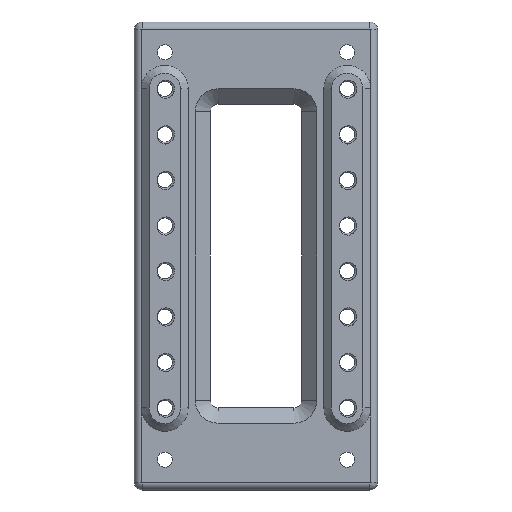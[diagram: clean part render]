
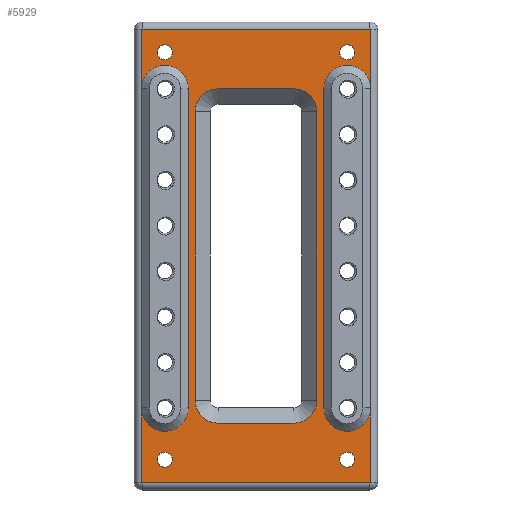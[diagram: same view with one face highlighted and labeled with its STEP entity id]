
A CAD part, front view. The second image highlights one B-rep face of the part: STEP entity #5929.
In plain terms, the highlighted planar face has unit normal (0, -1, 0).
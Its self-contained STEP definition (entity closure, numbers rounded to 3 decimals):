
#55=FACE_BOUND('',#838,.T.);
#56=FACE_BOUND('',#839,.T.);
#57=FACE_BOUND('',#840,.T.);
#58=FACE_BOUND('',#841,.T.);
#59=FACE_BOUND('',#842,.T.);
#99=PLANE('',#6373);
#190=CIRCLE('',#6348,0.175);
#196=CIRCLE('',#6355,0.175);
#200=CIRCLE('',#6360,0.175);
#204=CIRCLE('',#6365,0.175);
#207=CIRCLE('',#6374,7.675);
#208=CIRCLE('',#6375,7.675);
#209=CIRCLE('',#6376,7.675);
#210=CIRCLE('',#6377,7.675);
#211=CIRCLE('',#6378,7.5);
#212=CIRCLE('',#6379,7.5);
#213=CIRCLE('',#6380,7.5);
#214=CIRCLE('',#6381,7.5);
#215=CIRCLE('',#6382,2.5);
#216=CIRCLE('',#6383,2.5);
#217=CIRCLE('',#6384,2.5);
#218=CIRCLE('',#6385,2.5);
#493=FACE_OUTER_BOUND('',#837,.T.);
#837=EDGE_LOOP('',(#4465,#4466,#4467,#4468,#4469,#4470,#4471,#4472,#4473,
#4474,#4475,#4476,#4477,#4478,#4479,#4480));
#838=EDGE_LOOP('',(#4481,#4482,#4483,#4484,#4485,#4486,#4487,#4488));
#839=EDGE_LOOP('',(#4489));
#840=EDGE_LOOP('',(#4490));
#841=EDGE_LOOP('',(#4491));
#842=EDGE_LOOP('',(#4492));
#1708=LINE('',#14135,#2006);
#1710=LINE('',#14138,#2008);
#1712=LINE('',#14158,#2010);
#1714=LINE('',#14179,#2012);
#1716=LINE('',#14182,#2014);
#1717=LINE('',#14198,#2015);
#1726=LINE('',#14222,#2024);
#1727=LINE('',#14227,#2025);
#1728=LINE('',#14233,#2026);
#1729=LINE('',#14237,#2027);
#1730=LINE('',#14241,#2028);
#1731=LINE('',#14244,#2029);
#2006=VECTOR('',#7346,10.);
#2008=VECTOR('',#7348,10.);
#2010=VECTOR('',#7360,10.);
#2012=VECTOR('',#7372,10.);
#2014=VECTOR('',#7374,10.);
#2015=VECTOR('',#7383,10.);
#2024=VECTOR('',#7408,10.);
#2025=VECTOR('',#7413,10.);
#2026=VECTOR('',#7418,10.);
#2027=VECTOR('',#7421,10.);
#2028=VECTOR('',#7424,10.);
#2029=VECTOR('',#7427,10.);
#2568=VERTEX_POINT('',#14122);
#2569=VERTEX_POINT('',#14124);
#2571=VERTEX_POINT('',#14130);
#2573=VERTEX_POINT('',#14134);
#2574=VERTEX_POINT('',#14136);
#2575=VERTEX_POINT('',#14148);
#2577=VERTEX_POINT('',#14154);
#2579=VERTEX_POINT('',#14168);
#2581=VERTEX_POINT('',#14174);
#2583=VERTEX_POINT('',#14178);
#2584=VERTEX_POINT('',#14180);
#2585=VERTEX_POINT('',#14192);
#2592=VERTEX_POINT('',#14219);
#2593=VERTEX_POINT('',#14221);
#2594=VERTEX_POINT('',#14224);
#2595=VERTEX_POINT('',#14226);
#2596=VERTEX_POINT('',#14229);
#2597=VERTEX_POINT('',#14230);
#2598=VERTEX_POINT('',#14232);
#2599=VERTEX_POINT('',#14234);
#2600=VERTEX_POINT('',#14236);
#2601=VERTEX_POINT('',#14238);
#2602=VERTEX_POINT('',#14240);
#2603=VERTEX_POINT('',#14242);
#2604=VERTEX_POINT('',#14245);
#2605=VERTEX_POINT('',#14247);
#2606=VERTEX_POINT('',#14249);
#2607=VERTEX_POINT('',#14251);
#3320=EDGE_CURVE('',#2568,#2569,#190,.T.);
#3325=EDGE_CURVE('',#2569,#2573,#1708,.T.);
#3327=EDGE_CURVE('',#2574,#2571,#1710,.T.);
#3330=EDGE_CURVE('',#2571,#2575,#196,.T.);
#3333=EDGE_CURVE('',#2575,#2577,#1712,.T.);
#3336=EDGE_CURVE('',#2577,#2579,#200,.T.);
#3339=EDGE_CURVE('',#2579,#2583,#1714,.T.);
#3341=EDGE_CURVE('',#2584,#2581,#1716,.T.);
#3344=EDGE_CURVE('',#2581,#2585,#204,.T.);
#3345=EDGE_CURVE('',#2585,#2568,#1717,.T.);
#3356=EDGE_CURVE('',#2592,#2574,#207,.T.);
#3357=EDGE_CURVE('',#2593,#2592,#1726,.T.);
#3358=EDGE_CURVE('',#2573,#2593,#208,.T.);
#3359=EDGE_CURVE('',#2594,#2584,#209,.T.);
#3360=EDGE_CURVE('',#2595,#2594,#1727,.T.);
#3361=EDGE_CURVE('',#2583,#2595,#210,.T.);
#3362=EDGE_CURVE('',#2596,#2597,#211,.T.);
#3363=EDGE_CURVE('',#2598,#2596,#1728,.T.);
#3364=EDGE_CURVE('',#2599,#2598,#212,.T.);
#3365=EDGE_CURVE('',#2600,#2599,#1729,.T.);
#3366=EDGE_CURVE('',#2601,#2600,#213,.T.);
#3367=EDGE_CURVE('',#2602,#2601,#1730,.T.);
#3368=EDGE_CURVE('',#2603,#2602,#214,.T.);
#3369=EDGE_CURVE('',#2597,#2603,#1731,.T.);
#3370=EDGE_CURVE('',#2604,#2604,#215,.T.);
#3371=EDGE_CURVE('',#2605,#2605,#216,.T.);
#3372=EDGE_CURVE('',#2606,#2606,#217,.T.);
#3373=EDGE_CURVE('',#2607,#2607,#218,.T.);
#4465=ORIENTED_EDGE('',*,*,#3339,.F.);
#4466=ORIENTED_EDGE('',*,*,#3336,.F.);
#4467=ORIENTED_EDGE('',*,*,#3333,.F.);
#4468=ORIENTED_EDGE('',*,*,#3330,.F.);
#4469=ORIENTED_EDGE('',*,*,#3327,.F.);
#4470=ORIENTED_EDGE('',*,*,#3356,.F.);
#4471=ORIENTED_EDGE('',*,*,#3357,.F.);
#4472=ORIENTED_EDGE('',*,*,#3358,.F.);
#4473=ORIENTED_EDGE('',*,*,#3325,.F.);
#4474=ORIENTED_EDGE('',*,*,#3320,.F.);
#4475=ORIENTED_EDGE('',*,*,#3345,.F.);
#4476=ORIENTED_EDGE('',*,*,#3344,.F.);
#4477=ORIENTED_EDGE('',*,*,#3341,.F.);
#4478=ORIENTED_EDGE('',*,*,#3359,.F.);
#4479=ORIENTED_EDGE('',*,*,#3360,.F.);
#4480=ORIENTED_EDGE('',*,*,#3361,.F.);
#4481=ORIENTED_EDGE('',*,*,#3362,.F.);
#4482=ORIENTED_EDGE('',*,*,#3363,.F.);
#4483=ORIENTED_EDGE('',*,*,#3364,.F.);
#4484=ORIENTED_EDGE('',*,*,#3365,.F.);
#4485=ORIENTED_EDGE('',*,*,#3366,.F.);
#4486=ORIENTED_EDGE('',*,*,#3367,.F.);
#4487=ORIENTED_EDGE('',*,*,#3368,.F.);
#4488=ORIENTED_EDGE('',*,*,#3369,.F.);
#4489=ORIENTED_EDGE('',*,*,#3370,.F.);
#4490=ORIENTED_EDGE('',*,*,#3371,.F.);
#4491=ORIENTED_EDGE('',*,*,#3372,.F.);
#4492=ORIENTED_EDGE('',*,*,#3373,.F.);
#5929=ADVANCED_FACE('',(#493,#55,#56,#57,#58,#59),#99,.F.);
#6348=AXIS2_PLACEMENT_3D('',#14125,#7335,#7336);
#6355=AXIS2_PLACEMENT_3D('',#14152,#7353,#7354);
#6360=AXIS2_PLACEMENT_3D('',#14172,#7365,#7366);
#6365=AXIS2_PLACEMENT_3D('',#14196,#7379,#7380);
#6373=AXIS2_PLACEMENT_3D('',#14218,#7404,#7405);
#6374=AXIS2_PLACEMENT_3D('',#14220,#7406,#7407);
#6375=AXIS2_PLACEMENT_3D('',#14223,#7409,#7410);
#6376=AXIS2_PLACEMENT_3D('',#14225,#7411,#7412);
#6377=AXIS2_PLACEMENT_3D('',#14228,#7414,#7415);
#6378=AXIS2_PLACEMENT_3D('',#14231,#7416,#7417);
#6379=AXIS2_PLACEMENT_3D('',#14235,#7419,#7420);
#6380=AXIS2_PLACEMENT_3D('',#14239,#7422,#7423);
#6381=AXIS2_PLACEMENT_3D('',#14243,#7425,#7426);
#6382=AXIS2_PLACEMENT_3D('',#14246,#7428,#7429);
#6383=AXIS2_PLACEMENT_3D('',#14248,#7430,#7431);
#6384=AXIS2_PLACEMENT_3D('',#14250,#7432,#7433);
#6385=AXIS2_PLACEMENT_3D('',#14252,#7434,#7435);
#7335=DIRECTION('center_axis',(0.,1.,0.));
#7336=DIRECTION('ref_axis',(0.707,0.,0.707));
#7346=DIRECTION('',(0.,0.,-1.));
#7348=DIRECTION('',(0.,0.,-1.));
#7353=DIRECTION('center_axis',(0.,1.,0.));
#7354=DIRECTION('ref_axis',(0.707,0.,-0.707));
#7360=DIRECTION('',(-1.,0.,0.));
#7365=DIRECTION('center_axis',(0.,1.,0.));
#7366=DIRECTION('ref_axis',(-0.707,0.,-0.707));
#7372=DIRECTION('',(0.,0.,1.));
#7374=DIRECTION('',(0.,0.,1.));
#7379=DIRECTION('center_axis',(0.,1.,0.));
#7380=DIRECTION('ref_axis',(-0.707,0.,0.707));
#7383=DIRECTION('',(1.,0.,0.));
#7404=DIRECTION('center_axis',(0.,1.,0.));
#7405=DIRECTION('ref_axis',(1.,0.,0.));
#7406=DIRECTION('center_axis',(0.,-1.,0.));
#7407=DIRECTION('ref_axis',(1.,0.,0.));
#7408=DIRECTION('',(0.,0.,-1.));
#7409=DIRECTION('center_axis',(0.,-1.,0.));
#7410=DIRECTION('ref_axis',(1.,0.,0.));
#7411=DIRECTION('center_axis',(0.,-1.,0.));
#7412=DIRECTION('ref_axis',(1.,0.,0.));
#7413=DIRECTION('',(0.,0.,1.));
#7414=DIRECTION('center_axis',(0.,-1.,0.));
#7415=DIRECTION('ref_axis',(1.,0.,0.));
#7416=DIRECTION('center_axis',(0.,-1.,0.));
#7417=DIRECTION('ref_axis',(0.707,0.,-0.707));
#7418=DIRECTION('',(1.,0.,0.));
#7419=DIRECTION('center_axis',(0.,-1.,0.));
#7420=DIRECTION('ref_axis',(-0.707,0.,-0.707));
#7421=DIRECTION('',(0.,0.,-1.));
#7422=DIRECTION('center_axis',(0.,-1.,0.));
#7423=DIRECTION('ref_axis',(-0.707,0.,0.707));
#7424=DIRECTION('',(-1.,0.,0.));
#7425=DIRECTION('center_axis',(0.,-1.,0.));
#7426=DIRECTION('ref_axis',(0.707,0.,0.707));
#7427=DIRECTION('',(0.,0.,1.));
#7428=DIRECTION('center_axis',(0.,-1.,0.));
#7429=DIRECTION('ref_axis',(1.,0.,0.));
#7430=DIRECTION('center_axis',(0.,-1.,0.));
#7431=DIRECTION('ref_axis',(1.,0.,0.));
#7432=DIRECTION('center_axis',(0.,-1.,0.));
#7433=DIRECTION('ref_axis',(1.,0.,0.));
#7434=DIRECTION('center_axis',(0.,-1.,0.));
#7435=DIRECTION('ref_axis',(1.,0.,0.));
#14122=CARTESIAN_POINT('',(37.5,0.,74.675));
#14124=CARTESIAN_POINT('',(37.675,0.,74.5));
#14125=CARTESIAN_POINT('Origin',(37.5,0.,74.5));
#14130=CARTESIAN_POINT('',(37.675,0.,-74.5));
#14134=CARTESIAN_POINT('',(37.675,0.,55.));
#14135=CARTESIAN_POINT('',(37.675,0.,38.5));
#14136=CARTESIAN_POINT('',(37.675,0.,-50.));
#14138=CARTESIAN_POINT('',(37.675,0.,38.5));
#14148=CARTESIAN_POINT('',(37.5,0.,-74.675));
#14152=CARTESIAN_POINT('Origin',(37.5,0.,-74.5));
#14154=CARTESIAN_POINT('',(-37.5,0.,-74.675));
#14158=CARTESIAN_POINT('',(20.,0.,-74.675));
#14168=CARTESIAN_POINT('',(-37.675,0.,-74.5));
#14172=CARTESIAN_POINT('Origin',(-37.5,0.,-74.5));
#14174=CARTESIAN_POINT('',(-37.675,0.,74.5));
#14178=CARTESIAN_POINT('',(-37.675,0.,-50.));
#14179=CARTESIAN_POINT('',(-37.675,0.,-38.5));
#14180=CARTESIAN_POINT('',(-37.675,0.,55.));
#14182=CARTESIAN_POINT('',(-37.675,0.,-38.5));
#14192=CARTESIAN_POINT('',(-37.5,0.,74.675));
#14196=CARTESIAN_POINT('Origin',(-37.5,0.,74.5));
#14198=CARTESIAN_POINT('',(-20.,0.,74.675));
#14218=CARTESIAN_POINT('Origin',(0.,0.,0.));
#14219=CARTESIAN_POINT('',(22.325,0.,-50.));
#14220=CARTESIAN_POINT('Origin',(30.,0.,-50.));
#14221=CARTESIAN_POINT('',(22.325,0.,55.));
#14222=CARTESIAN_POINT('',(22.325,0.,27.5));
#14223=CARTESIAN_POINT('Origin',(30.,0.,55.));
#14224=CARTESIAN_POINT('',(-22.325,0.,55.));
#14225=CARTESIAN_POINT('Origin',(-30.,0.,55.));
#14226=CARTESIAN_POINT('',(-22.325,0.,-50.));
#14227=CARTESIAN_POINT('',(-22.325,0.,5.));
#14228=CARTESIAN_POINT('Origin',(-30.,0.,-50.));
#14229=CARTESIAN_POINT('',(12.5,0.,-55.));
#14230=CARTESIAN_POINT('',(20.,0.,-47.5));
#14231=CARTESIAN_POINT('Origin',(12.5,0.,-47.5));
#14232=CARTESIAN_POINT('',(-12.5,0.,-55.));
#14233=CARTESIAN_POINT('',(7.5,0.,-55.));
#14234=CARTESIAN_POINT('',(-20.,0.,-47.5));
#14235=CARTESIAN_POINT('Origin',(-12.5,0.,-47.5));
#14236=CARTESIAN_POINT('',(-20.,0.,47.5));
#14237=CARTESIAN_POINT('',(-20.,0.,-25.));
#14238=CARTESIAN_POINT('',(-12.5,0.,55.));
#14239=CARTESIAN_POINT('Origin',(-12.5,0.,47.5));
#14240=CARTESIAN_POINT('',(12.5,0.,55.));
#14241=CARTESIAN_POINT('',(-7.5,0.,55.));
#14242=CARTESIAN_POINT('',(20.,0.,47.5));
#14243=CARTESIAN_POINT('Origin',(12.5,0.,47.5));
#14244=CARTESIAN_POINT('',(20.,0.,25.));
#14245=CARTESIAN_POINT('',(27.5,0.,67.));
#14246=CARTESIAN_POINT('Origin',(30.,0.,67.));
#14247=CARTESIAN_POINT('',(27.5,0.,-67.));
#14248=CARTESIAN_POINT('Origin',(30.,0.,-67.));
#14249=CARTESIAN_POINT('',(-32.5,0.,67.));
#14250=CARTESIAN_POINT('Origin',(-30.,0.,67.));
#14251=CARTESIAN_POINT('',(-32.5,0.,-67.));
#14252=CARTESIAN_POINT('Origin',(-30.,0.,-67.));
